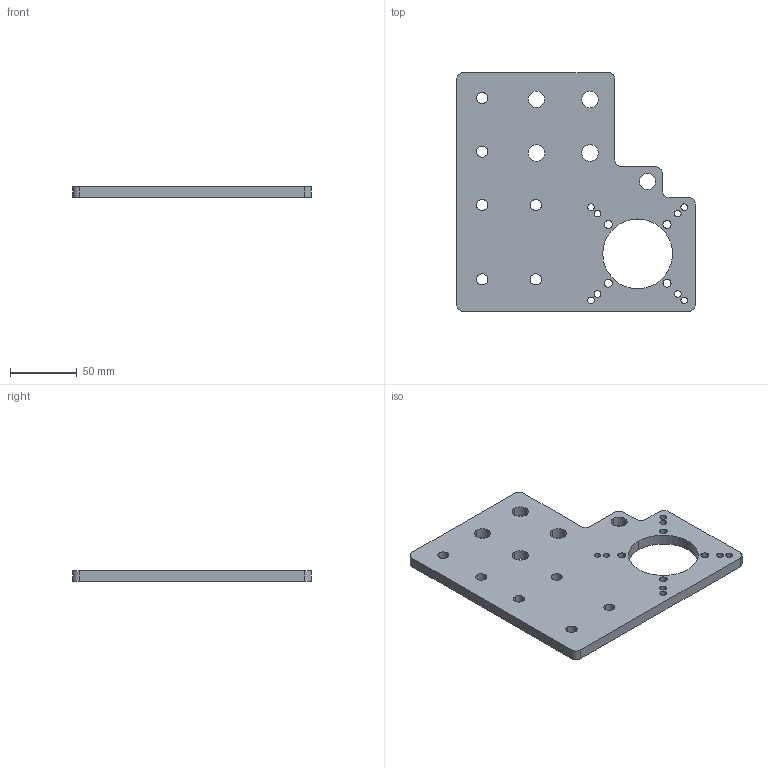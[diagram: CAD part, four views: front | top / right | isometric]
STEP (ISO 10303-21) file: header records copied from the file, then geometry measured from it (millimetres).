
FILE_DESCRIPTION(('FreeCAD Model'),'2;1');
FILE_NAME('Open CASCADE Shape Model','2024-10-19T17:12:25',('Author'),( ''),'Open CASCADE STEP processor 7.6','FreeCAD','Unknown');
FILE_SCHEMA(('AUTOMOTIVE_DESIGN { 1 0 10303 214 1 1 1 1 }'));
Length unit declared in the file: millimetre
Products named in the file (1): Extrusion
Bounding box: 178 x 178.31 x 8 mm (x, y, z)
Volume: 189062.9 mm3; surface area: 58534.5 mm2
Topology: 1 solids, 1 shells, 115 faces, 339 edges, 226 vertices
Faces by surface type: cylinder 104, plane 11
Entity records: 4079 total; most frequent: DIRECTION 779, CARTESIAN_POINT 681, ORIENTED_EDGE 678, EDGE_CURVE 339, AXIS2_PLACEMENT_3D 324, VERTEX_POINT 226, CIRCLE 208, FACE_BOUND 163
